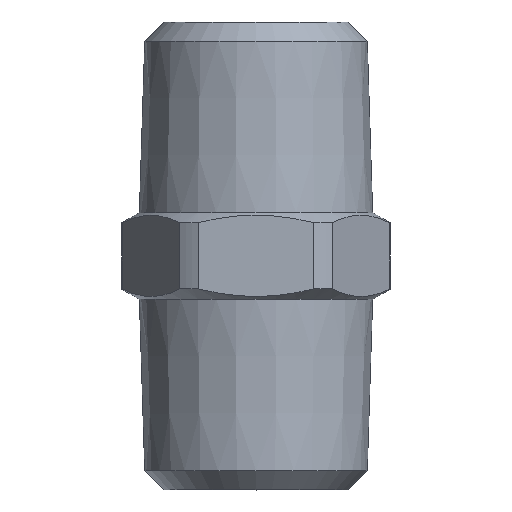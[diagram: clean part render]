
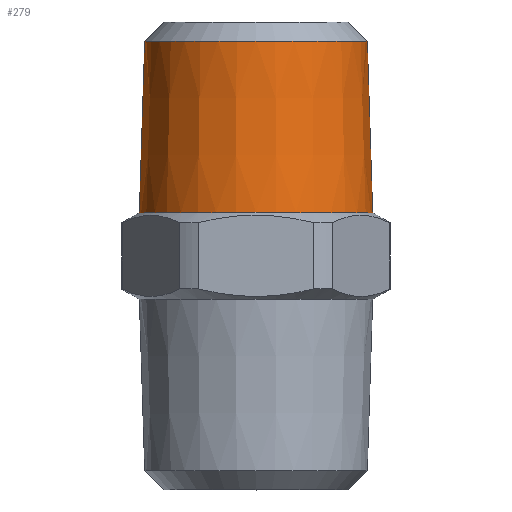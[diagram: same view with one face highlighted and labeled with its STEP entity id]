
A CAD part, top view. The second image highlights one B-rep face of the part: STEP entity #279.
In plain terms, the highlighted conical face has half-angle 1.79 degrees and reference radius 6.41 mm.
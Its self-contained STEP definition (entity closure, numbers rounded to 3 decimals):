
#57=FACE_OUTER_BOUND('',#91,.F.);
#91=EDGE_LOOP('',(#211,#212,#213,#214));
#211=ORIENTED_EDGE('',*,*,#462,.F.);
#212=ORIENTED_EDGE('',*,*,#487,.T.);
#213=ORIENTED_EDGE('',*,*,#463,.F.);
#214=ORIENTED_EDGE('',*,*,#488,.T.);
#279=ADVANCED_FACE('',(#57),#305,.T.);
#305=CONICAL_SURFACE('',#634,6.41,0.031);
#330=CIRCLE('',#593,6.425);
#331=CIRCLE('',#594,6.735);
#379=LINE('',#996,#409);
#380=LINE('',#997,#410);
#409=VECTOR('',#740,9.905);
#410=VECTOR('',#741,9.905);
#462=EDGE_CURVE('',#515,#516,#330,.T.);
#463=EDGE_CURVE('',#514,#513,#331,.T.);
#487=EDGE_CURVE('',#515,#513,#379,.T.);
#488=EDGE_CURVE('',#514,#516,#380,.T.);
#513=VERTEX_POINT('',#836);
#514=VERTEX_POINT('',#837);
#515=VERTEX_POINT('',#838);
#516=VERTEX_POINT('',#839);
#593=AXIS2_PLACEMENT_3D('',#971,#694,#695);
#594=AXIS2_PLACEMENT_3D('',#972,#696,#697);
#634=AXIS2_PLACEMENT_3D('',#1030,#795,#794);
#694=DIRECTION('',(0.,-1.,0.));
#695=DIRECTION('',(1.,0.,0.));
#696=DIRECTION('',(0.,1.,0.));
#697=DIRECTION('',(-1.,0.,0.));
#740=DIRECTION('',(0.031,-1.,0.));
#741=DIRECTION('',(0.031,1.,0.));
#794=DIRECTION('',(0.996,0.,-0.087));
#795=DIRECTION('',(0.,-1.,0.));
#836=CARTESIAN_POINT('',(6.735,16.,0.));
#837=CARTESIAN_POINT('',(-6.735,16.,0.));
#838=CARTESIAN_POINT('',(6.425,25.9,0.));
#839=CARTESIAN_POINT('',(-6.425,25.9,0.));
#971=CARTESIAN_POINT('',(0.,25.9,0.));
#972=CARTESIAN_POINT('',(0.,16.,0.));
#996=CARTESIAN_POINT('',(6.425,25.9,0.));
#997=CARTESIAN_POINT('',(-6.735,16.,0.));
#1030=CARTESIAN_POINT('',(0.,26.395,0.));
